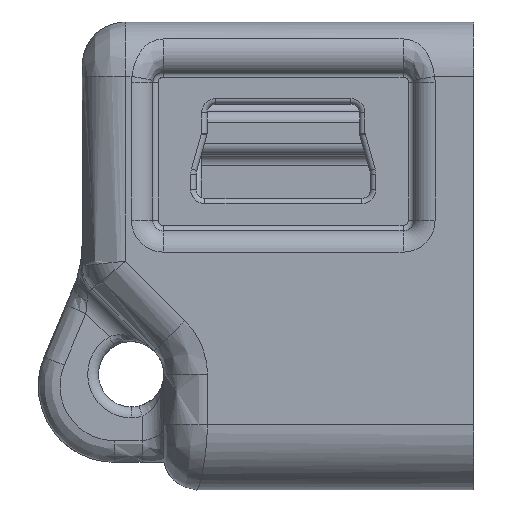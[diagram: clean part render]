
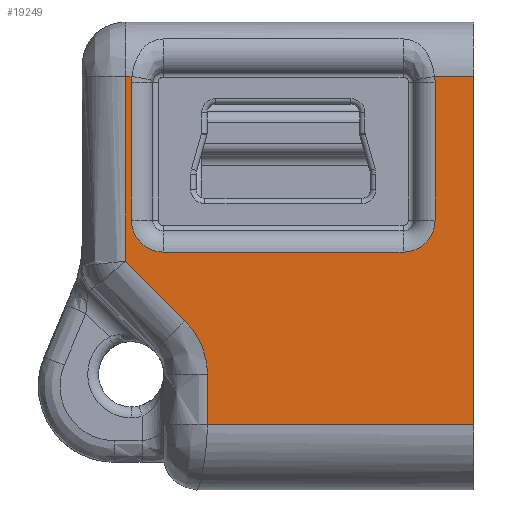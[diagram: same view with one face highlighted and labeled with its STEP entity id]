
A CAD part, left-side view. The second image highlights one B-rep face of the part: STEP entity #19249.
In plain terms, the highlighted planar face has unit normal (-1, 0, 0).
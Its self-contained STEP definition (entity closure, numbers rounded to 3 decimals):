
#245 = CARTESIAN_POINT ( 'NONE',  ( -17.65, 53.01, 7.32 ) ) ;
#410 = EDGE_CURVE ( 'NONE', #22652, #16679, #6338, .T. ) ;
#710 = LINE ( 'NONE', #3735, #19193 ) ;
#748 = CARTESIAN_POINT ( 'NONE',  ( -17.65, 51., -7.647 ) ) ;
#958 = CARTESIAN_POINT ( 'NONE',  ( -17.65, 51.701, -3.949 ) ) ;
#1108 = DIRECTION ( 'NONE',  ( 0., 0., 1. ) ) ;
#1194 = EDGE_CURVE ( 'NONE', #14665, #22652, #710, .T. ) ;
#1292 = DIRECTION ( 'NONE',  ( 0., 0., 1. ) ) ;
#1666 = EDGE_CURVE ( 'NONE', #21777, #7319, #22824, .T. ) ;
#1694 = DIRECTION ( 'NONE',  ( 0., 0., 1. ) ) ;
#1742 = CARTESIAN_POINT ( 'NONE',  ( -17.65, 54.75, 7.6 ) ) ;
#1763 = LINE ( 'NONE', #13531, #20219 ) ;
#1814 = DIRECTION ( 'NONE',  ( 0., 0., 1. ) ) ;
#2019 = CARTESIAN_POINT ( 'NONE',  ( -17.65, 38.75, -8.421 ) ) ;
#2037 = DIRECTION ( 'NONE',  ( 1., 0., 0. ) ) ;
#2127 = VERTEX_POINT ( 'NONE', #13270 ) ;
#2383 = DIRECTION ( 'NONE',  ( 0., 1., 0. ) ) ;
#2393 = DIRECTION ( 'NONE',  ( 0., 0., -1. ) ) ;
#2508 = EDGE_CURVE ( 'NONE', #3737, #7319, #19878, .T. ) ;
#2514 = ORIENTED_EDGE ( 'NONE', *, *, #23207, .T. ) ;
#2551 = AXIS2_PLACEMENT_3D ( 'NONE', #22388, #3007, #1108 ) ;
#2568 = CIRCLE ( 'NONE', #2551, 1.475 ) ;
#3007 = DIRECTION ( 'NONE',  ( 1., 0., 0. ) ) ;
#3378 = ORIENTED_EDGE ( 'NONE', *, *, #1194, .T. ) ;
#3563 = VERTEX_POINT ( 'NONE', #15240 ) ;
#3735 = CARTESIAN_POINT ( 'NONE',  ( -17.65, -2., 7.6 ) ) ;
#3737 = VERTEX_POINT ( 'NONE', #6747 ) ;
#4253 = LINE ( 'NONE', #8817, #19093 ) ;
#4938 = DIRECTION ( 'NONE',  ( 1., 0., 0. ) ) ;
#4989 = ORIENTED_EDGE ( 'NONE', *, *, #17948, .T. ) ;
#5067 = DIRECTION ( 'NONE',  ( 0., 0., 1. ) ) ;
#5460 = VECTOR ( 'NONE', #2383, 1000. ) ;
#5664 = ORIENTED_EDGE ( 'NONE', *, *, #18665, .T. ) ;
#5783 = CARTESIAN_POINT ( 'NONE',  ( -17.65, 52.025, -3.625 ) ) ;
#6338 = CIRCLE ( 'NONE', #19953, 1.475 ) ;
#6600 = VERTEX_POINT ( 'NONE', #19282 ) ;
#6698 = CARTESIAN_POINT ( 'NONE',  ( -17.65, 53.01, -0.485 ) ) ;
#6747 = CARTESIAN_POINT ( 'NONE',  ( -17.65, 51., -6.1 ) ) ;
#6851 = ORIENTED_EDGE ( 'NONE', *, *, #20884, .T. ) ;
#7016 = CARTESIAN_POINT ( 'NONE',  ( -17.65, 51., -8.421 ) ) ;
#7085 = ORIENTED_EDGE ( 'NONE', *, *, #18563, .T. ) ;
#7111 = DIRECTION ( 'NONE',  ( 0., 1., 0. ) ) ;
#7243 = CARTESIAN_POINT ( 'NONE',  ( -17.65, 54.458, 7.6 ) ) ;
#7319 = VERTEX_POINT ( 'NONE', #7016 ) ;
#7363 = LINE ( 'NONE', #14031, #10137 ) ;
#7701 = CARTESIAN_POINT ( 'NONE',  ( -17.65, 54.75, -0.9 ) ) ;
#7736 = CARTESIAN_POINT ( 'NONE',  ( -17.65, 52.933, -2.717 ) ) ;
#7912 = CARTESIAN_POINT ( 'NONE',  ( -17.65, 51.442, -4.338 ) ) ;
#8087 = AXIS2_PLACEMENT_3D ( 'NONE', #245, #2037, #1814 ) ;
#8114 = B_SPLINE_CURVE_WITH_KNOTS ( 'NONE', 3,
 ( #1742, #17621, #13936, #15882 ),
 .UNSPECIFIED., .F., .F.,
 ( 4, 4 ),
 ( -0.016, -0.008 ),
 .UNSPECIFIED. ) ;
#8400 = VERTEX_POINT ( 'NONE', #7243 ) ;
#8448 = DIRECTION ( 'NONE',  ( 0., 0., 1. ) ) ;
#8817 = CARTESIAN_POINT ( 'NONE',  ( -17.65, 38.75, -8.421 ) ) ;
#8930 = EDGE_CURVE ( 'NONE', #13199, #8400, #16479, .T. ) ;
#8967 = PLANE ( 'NONE',  #9102 ) ;
#8995 = EDGE_CURVE ( 'NONE', #20274, #11936, #17370, .T. ) ;
#9102 = AXIS2_PLACEMENT_3D ( 'NONE', #12629, #16148, #1694 ) ;
#9696 = CARTESIAN_POINT ( 'NONE',  ( -17.65, 51.091, -5.183 ) ) ;
#9798 = CARTESIAN_POINT ( 'NONE',  ( -17.65, 42., -0.485 ) ) ;
#10137 = VECTOR ( 'NONE', #5067, 1000. ) ;
#10597 = CARTESIAN_POINT ( 'NONE',  ( -17.65, -2., 7.6 ) ) ;
#10652 = VERTEX_POINT ( 'NONE', #6698 ) ;
#11424 = CARTESIAN_POINT ( 'NONE',  ( -17.65, 51., -6.1 ) ) ;
#11612 = EDGE_CURVE ( 'NONE', #2127, #20274, #8114, .T. ) ;
#11936 = VERTEX_POINT ( 'NONE', #17134 ) ;
#12550 = ORIENTED_EDGE ( 'NONE', *, *, #410, .T. ) ;
#12629 = CARTESIAN_POINT ( 'NONE',  ( -17.65, -2., -8.421 ) ) ;
#12703 = DIRECTION ( 'NONE',  ( 0., 1., 0. ) ) ;
#12785 = ORIENTED_EDGE ( 'NONE', *, *, #19537, .T. ) ;
#13100 = ORIENTED_EDGE ( 'NONE', *, *, #8930, .T. ) ;
#13160 = CARTESIAN_POINT ( 'NONE',  ( -17.65, 51., -6.874 ) ) ;
#13199 = VERTEX_POINT ( 'NONE', #14621 ) ;
#13237 = CARTESIAN_POINT ( 'NONE',  ( -17.65, 51., -8.421 ) ) ;
#13270 = CARTESIAN_POINT ( 'NONE',  ( -17.65, 54.75, 7.6 ) ) ;
#13531 = CARTESIAN_POINT ( 'NONE',  ( -17.65, 53.01, -0.485 ) ) ;
#13634 = B_SPLINE_CURVE_WITH_KNOTS ( 'NONE', 3,
 ( #20425, #958, #7912, #9696, #16820, #22241 ),
 .UNSPECIFIED., .F., .F.,
 ( 4, 2, 4 ),
 ( 0., 0.5, 1. ),
 .UNSPECIFIED. ) ;
#13696 = ORIENTED_EDGE ( 'NONE', *, *, #8995, .T. ) ;
#13936 = CARTESIAN_POINT ( 'NONE',  ( -17.65, 54.75, 1.933 ) ) ;
#14031 = CARTESIAN_POINT ( 'NONE',  ( -17.65, 54.485, 7.32 ) ) ;
#14339 = VERTEX_POINT ( 'NONE', #9798 ) ;
#14621 = CARTESIAN_POINT ( 'NONE',  ( -17.65, 54.485, 7.32 ) ) ;
#14665 = VERTEX_POINT ( 'NONE', #21702 ) ;
#14941 = EDGE_CURVE ( 'NONE', #11936, #3737, #13634, .T. ) ;
#15153 = LINE ( 'NONE', #10597, #19116 ) ;
#15240 = CARTESIAN_POINT ( 'NONE',  ( -17.65, 54.485, 0.99 ) ) ;
#15424 = DIRECTION ( 'NONE',  ( 1., 0., 0. ) ) ;
#15882 = CARTESIAN_POINT ( 'NONE',  ( -17.65, 54.75, -0.9 ) ) ;
#15997 = DIRECTION ( 'NONE',  ( 0., 0., 1. ) ) ;
#16148 = DIRECTION ( 'NONE',  ( -1., 0., 0. ) ) ;
#16479 = CIRCLE ( 'NONE', #8087, 1.475 ) ;
#16679 = VERTEX_POINT ( 'NONE', #19792 ) ;
#16820 = CARTESIAN_POINT ( 'NONE',  ( -17.65, 51., -5.641 ) ) ;
#17134 = CARTESIAN_POINT ( 'NONE',  ( -17.65, 52.025, -3.625 ) ) ;
#17370 = B_SPLINE_CURVE_WITH_KNOTS ( 'NONE', 3,
 ( #22137, #20089, #7736, #5783 ),
 .UNSPECIFIED., .F., .F.,
 ( 4, 4 ),
 ( -0.045, -0.042 ),
 .UNSPECIFIED. ) ;
#17511 = AXIS2_PLACEMENT_3D ( 'NONE', #19131, #15424, #1292 ) ;
#17621 = CARTESIAN_POINT ( 'NONE',  ( -17.65, 54.75, 4.767 ) ) ;
#17628 = ORIENTED_EDGE ( 'NONE', *, *, #19295, .T. ) ;
#17689 = FACE_OUTER_BOUND ( 'NONE', #22905, .T. ) ;
#17948 = EDGE_CURVE ( 'NONE', #3563, #13199, #7363, .T. ) ;
#18563 = EDGE_CURVE ( 'NONE', #8400, #2127, #15153, .T. ) ;
#18635 = CARTESIAN_POINT ( 'NONE',  ( -17.65, -2., -8.421 ) ) ;
#18665 = EDGE_CURVE ( 'NONE', #14339, #10652, #1763, .T. ) ;
#18908 = ORIENTED_EDGE ( 'NONE', *, *, #14941, .T. ) ;
#19032 = DIRECTION ( 'NONE',  ( 0., 1., 0. ) ) ;
#19037 = LINE ( 'NONE', #20199, #21824 ) ;
#19093 = VECTOR ( 'NONE', #15997, 1000. ) ;
#19116 = VECTOR ( 'NONE', #7111, 1000. ) ;
#19131 = CARTESIAN_POINT ( 'NONE',  ( -17.65, 53.01, 0.99 ) ) ;
#19193 = VECTOR ( 'NONE', #12703, 1000. ) ;
#19249 = ADVANCED_FACE ( 'NONE', ( #17689 ), #8967, .T. ) ;
#19282 = CARTESIAN_POINT ( 'NONE',  ( -17.65, 40.525, 0.99 ) ) ;
#19295 = EDGE_CURVE ( 'NONE', #21777, #14665, #4253, .T. ) ;
#19537 = EDGE_CURVE ( 'NONE', #10652, #3563, #22467, .T. ) ;
#19792 = CARTESIAN_POINT ( 'NONE',  ( -17.65, 40.525, 7.32 ) ) ;
#19878 = B_SPLINE_CURVE_WITH_KNOTS ( 'NONE', 3,
 ( #11424, #13160, #748, #13237 ),
 .UNSPECIFIED., .F., .F.,
 ( 4, 4 ),
 ( -0.002, 0. ),
 .UNSPECIFIED. ) ;
#19953 = AXIS2_PLACEMENT_3D ( 'NONE', #20886, #4938, #8448 ) ;
#19999 = CARTESIAN_POINT ( 'NONE',  ( -17.65, 40.552, 7.6 ) ) ;
#20089 = CARTESIAN_POINT ( 'NONE',  ( -17.65, 53.842, -1.809 ) ) ;
#20199 = CARTESIAN_POINT ( 'NONE',  ( -17.65, 40.525, 0.99 ) ) ;
#20219 = VECTOR ( 'NONE', #19032, 1000. ) ;
#20274 = VERTEX_POINT ( 'NONE', #7701 ) ;
#20425 = CARTESIAN_POINT ( 'NONE',  ( -17.65, 52.025, -3.625 ) ) ;
#20884 = EDGE_CURVE ( 'NONE', #6600, #14339, #2568, .T. ) ;
#20886 = CARTESIAN_POINT ( 'NONE',  ( -17.65, 42., 7.32 ) ) ;
#20948 = ORIENTED_EDGE ( 'NONE', *, *, #11612, .T. ) ;
#21702 = CARTESIAN_POINT ( 'NONE',  ( -17.65, 38.75, 7.6 ) ) ;
#21777 = VERTEX_POINT ( 'NONE', #2019 ) ;
#21824 = VECTOR ( 'NONE', #2393, 1000. ) ;
#22137 = CARTESIAN_POINT ( 'NONE',  ( -17.65, 54.75, -0.9 ) ) ;
#22241 = CARTESIAN_POINT ( 'NONE',  ( -17.65, 51., -6.1 ) ) ;
#22388 = CARTESIAN_POINT ( 'NONE',  ( -17.65, 42., 0.99 ) ) ;
#22467 = CIRCLE ( 'NONE', #17511, 1.475 ) ;
#22638 = ORIENTED_EDGE ( 'NONE', *, *, #2508, .T. ) ;
#22652 = VERTEX_POINT ( 'NONE', #19999 ) ;
#22824 = LINE ( 'NONE', #18635, #5460 ) ;
#22882 = ORIENTED_EDGE ( 'NONE', *, *, #1666, .F. ) ;
#22905 = EDGE_LOOP ( 'NONE', ( #18908, #22638, #22882, #17628, #3378, #12550, #2514, #6851, #5664, #12785, #4989, #13100, #7085, #20948, #13696 ) ) ;
#23207 = EDGE_CURVE ( 'NONE', #16679, #6600, #19037, .T. ) ;
